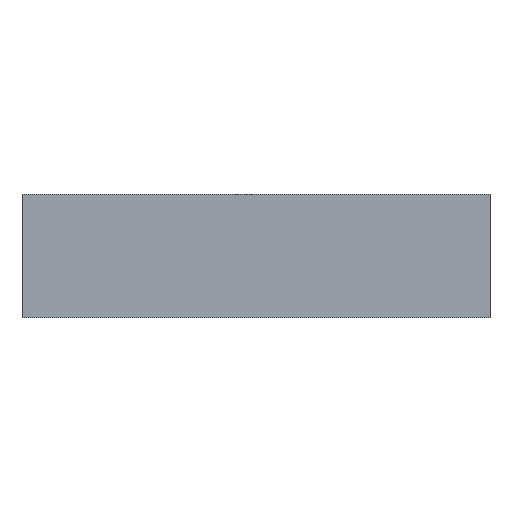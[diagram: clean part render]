
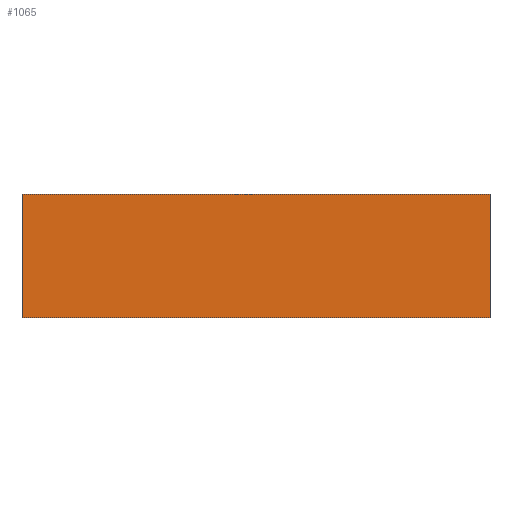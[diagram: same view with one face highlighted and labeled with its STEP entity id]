
A CAD part, top view. The second image highlights one B-rep face of the part: STEP entity #1065.
In plain terms, the highlighted planar face has unit normal (0, 0, 1).
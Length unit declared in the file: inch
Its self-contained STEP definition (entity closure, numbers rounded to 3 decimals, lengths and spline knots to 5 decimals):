
#1026=CARTESIAN_POINT('',(-2.23408,0.4488,0.092));
#1027=DIRECTION('',(0.0,0.0,1.0));
#1028=DIRECTION('',(1.0,0.0,0.0));
#1029=AXIS2_PLACEMENT_3D('',#1026,#1027,#1028);
#1030=PLANE('',#1029);
#1031=CARTESIAN_POINT('',(-1.85583,0.3488,0.092));
#1032=VERTEX_POINT('',#1031);
#1033=CARTESIAN_POINT('',(-1.85583,0.5488,0.092));
#1034=VERTEX_POINT('',#1033);
#1035=CARTESIAN_POINT('',(-1.85583,0.3488,0.092));
#1036=DIRECTION('',(0.0,1.0,0.0));
#1037=VECTOR('',#1036,0.2);
#1038=LINE('',#1035,#1037);
#1039=EDGE_CURVE('',#1032,#1034,#1038,.T.);
#1040=ORIENTED_EDGE('',*,*,#1039,.T.);
#1041=CARTESIAN_POINT('',(-2.61233,0.5488,0.092));
#1042=VERTEX_POINT('',#1041);
#1043=CARTESIAN_POINT('',(-1.85583,0.5488,0.092));
#1044=DIRECTION('',(-1.0,0.0,0.0));
#1045=VECTOR('',#1044,0.7565);
#1046=LINE('',#1043,#1045);
#1047=EDGE_CURVE('',#1034,#1042,#1046,.T.);
#1048=ORIENTED_EDGE('',*,*,#1047,.T.);
#1049=CARTESIAN_POINT('',(-2.61233,0.3488,0.092));
#1050=VERTEX_POINT('',#1049);
#1051=CARTESIAN_POINT('',(-2.61233,0.5488,0.092));
#1052=DIRECTION('',(0.0,-1.0,0.0));
#1053=VECTOR('',#1052,0.2);
#1054=LINE('',#1051,#1053);
#1055=EDGE_CURVE('',#1042,#1050,#1054,.T.);
#1056=ORIENTED_EDGE('',*,*,#1055,.T.);
#1057=CARTESIAN_POINT('',(-2.61233,0.3488,0.092));
#1058=DIRECTION('',(1.0,0.0,0.0));
#1059=VECTOR('',#1058,0.7565);
#1060=LINE('',#1057,#1059);
#1061=EDGE_CURVE('',#1050,#1032,#1060,.T.);
#1062=ORIENTED_EDGE('',*,*,#1061,.T.);
#1063=EDGE_LOOP('',(#1040,#1048,#1056,#1062));
#1064=FACE_OUTER_BOUND('',#1063,.T.);
#1065=ADVANCED_FACE('',(#1064),#1030,.T.);
